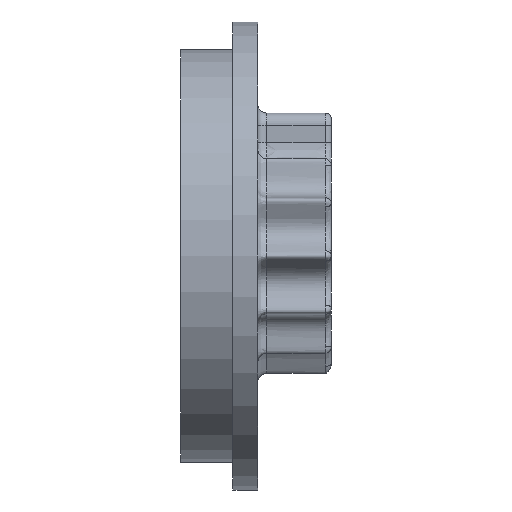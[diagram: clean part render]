
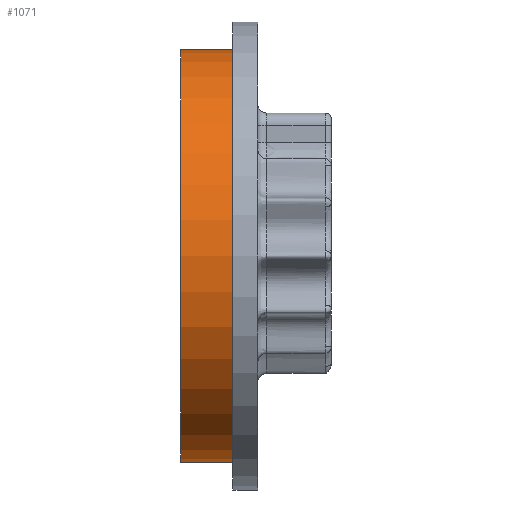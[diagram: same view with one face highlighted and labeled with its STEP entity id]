
A CAD part, left-side view. The second image highlights one B-rep face of the part: STEP entity #1071.
In plain terms, the highlighted cylindrical face has radius 33.5 mm (diameter 67 mm), a full revolution.
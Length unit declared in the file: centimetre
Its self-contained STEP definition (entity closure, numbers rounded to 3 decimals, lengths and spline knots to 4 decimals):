
#58=FACE_BOUND('',#367,.T.);
#136=CYLINDRICAL_SURFACE('',#1164,3.35);
#168=CIRCLE('',#1124,3.35);
#186=CIRCLE('',#1162,3.35);
#260=FACE_OUTER_BOUND('',#366,.T.);
#366=EDGE_LOOP('',(#966));
#367=EDGE_LOOP('',(#967));
#517=VERTEX_POINT('',#4742);
#535=VERTEX_POINT('',#4799);
#660=EDGE_CURVE('',#517,#517,#168,.T.);
#679=EDGE_CURVE('',#535,#535,#186,.T.);
#966=ORIENTED_EDGE('',*,*,#660,.F.);
#967=ORIENTED_EDGE('',*,*,#679,.T.);
#1071=ADVANCED_FACE('',(#260,#58),#136,.T.);
#1124=AXIS2_PLACEMENT_3D('',#4743,#1287,#1288);
#1162=AXIS2_PLACEMENT_3D('',#4800,#1364,#1365);
#1164=AXIS2_PLACEMENT_3D('',#4802,#1368,#1369);
#1287=DIRECTION('center_axis',(0.,1.,0.));
#1288=DIRECTION('ref_axis',(1.,0.,0.));
#1364=DIRECTION('center_axis',(0.,1.,0.));
#1365=DIRECTION('ref_axis',(1.,0.,0.));
#1368=DIRECTION('center_axis',(0.,1.,0.));
#1369=DIRECTION('ref_axis',(1.,0.,0.));
#4742=CARTESIAN_POINT('',(-3.35,0.85,0.));
#4743=CARTESIAN_POINT('Origin',(0.,0.85,0.));
#4799=CARTESIAN_POINT('',(-3.35,0.,0.));
#4800=CARTESIAN_POINT('Origin',(0.,0.,0.));
#4802=CARTESIAN_POINT('Origin',(0.,0.,0.));
